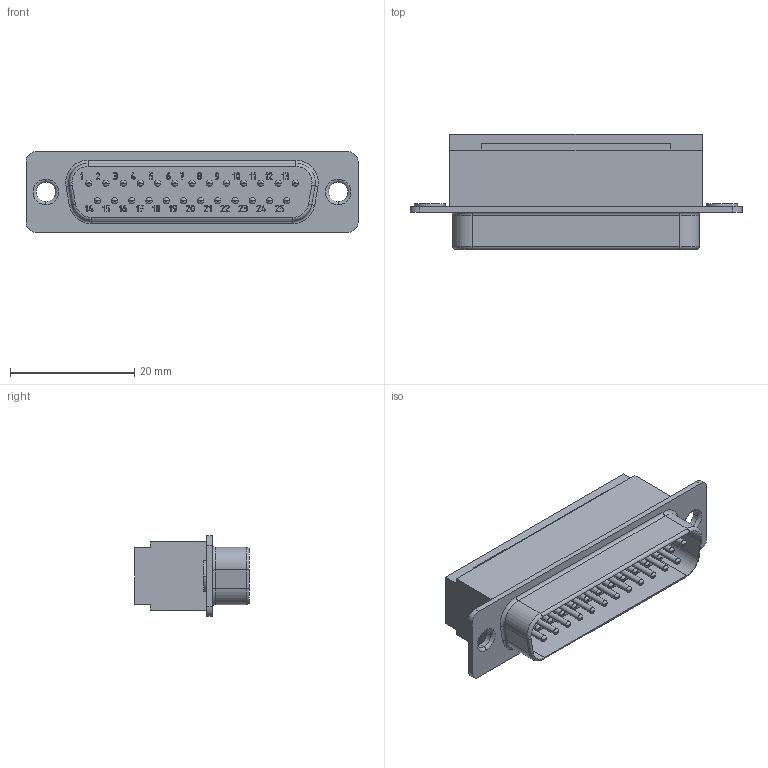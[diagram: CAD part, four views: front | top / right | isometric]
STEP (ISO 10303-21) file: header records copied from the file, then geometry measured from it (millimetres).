
FILE_DESCRIPTION(('Creo Elements/Direct Modeling STEP Export'),'2;1');
FILE_NAME('model.stp','2019-08-21T15:19:33',(''),(''),'Creo Elements/Direct Modeling STEP processor for AP214 (Solid Model)','Creo Elements/Direct Modeling 20.1A 29-Sep-2018 (C) Parametric Technology GmbH','');
FILE_SCHEMA(('AUTOMOTIVE_DESIGN { 1 0 10303 214 1 1 1 1 }'));
Length unit declared in the file: millimetre
Products named in the file (2): VS-25-ST-DSUB-FK
Assembly tree (1 placements, depth 2):
  VS-25-ST-DSUB-FK
    VS-25-ST-DSUB-FK
Bounding box: 53.42 x 18.5 x 12.93 mm (x, y, z)
Volume: 5986.9 mm3; surface area: 4150.5 mm2
Topology: 1 solids, 1 shells, 923 faces, 2445 edges, 1604 vertices
Faces by surface type: plane 429, cylinder 390, torus 62, extrusion 42
Entity records: 36252 total; most frequent: CARTESIAN_POINT 5595, ORIENTED_EDGE 4890, DIRECTION 4860, EDGE_CURVE 2445, AXIS2_PLACEMENT_3D 1675, VERTEX_POINT 1604, VECTOR 1510, LINE 1468
